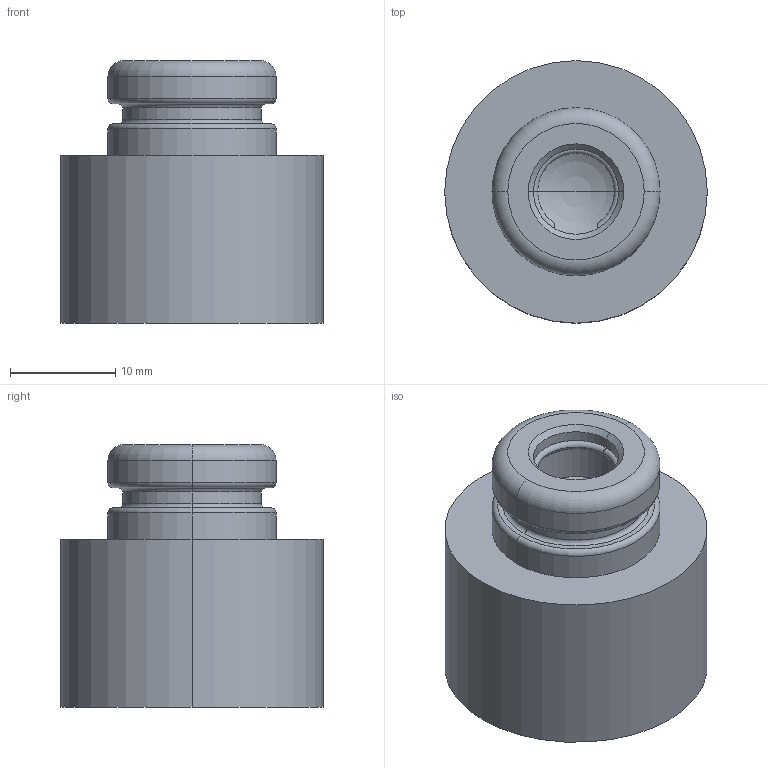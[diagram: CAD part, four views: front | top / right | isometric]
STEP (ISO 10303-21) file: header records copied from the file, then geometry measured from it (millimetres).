
FILE_DESCRIPTION(('STEP AP214'),'1');
FILE_NAME('160661.STP','2011-09-08T08:47:43',(' '),(' '),'Spatial InterOp 3D',' ',' ');
FILE_SCHEMA(('automotive_design'));
Length unit declared in the file: millimetre
Products named in the file (2): Zylinder; Torus
Bounding box: 25 x 25 x 25 mm (x, y, z)
Volume: 9152.7 mm3; surface area: 2978 mm2
Topology: 2 solids, 2 shells, 43 faces, 84 edges, 49 vertices
Faces by surface type: torus 16, cylinder 14, plane 9, sphere 2, cone 2
Entity records: 1617 total; most frequent: CARTESIAN_POINT 308, DIRECTION 230, ORIENTED_EDGE 164, AXIS2_PLACEMENT_3D 107, EDGE_CURVE 82, CIRCLE 62, EDGE_LOOP 49, VERTEX_POINT 49
